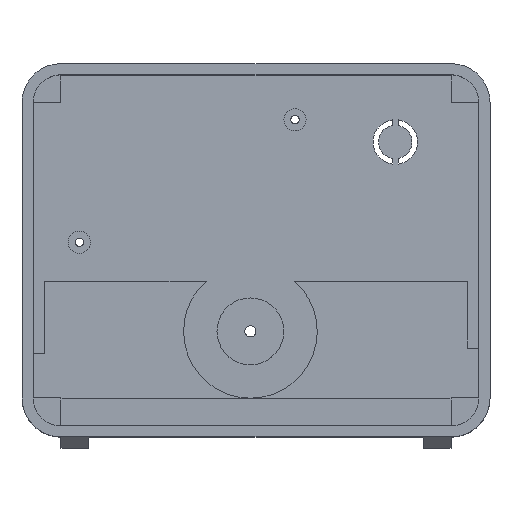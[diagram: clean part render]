
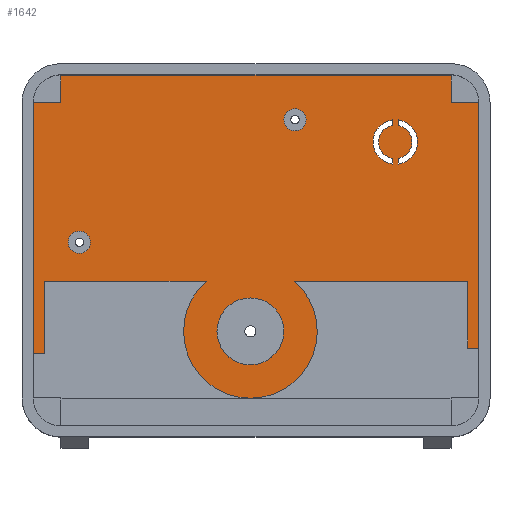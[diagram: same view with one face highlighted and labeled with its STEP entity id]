
A CAD part, top view. The second image highlights one B-rep face of the part: STEP entity #1642.
In plain terms, the highlighted planar face has unit normal (0, 0, 1).
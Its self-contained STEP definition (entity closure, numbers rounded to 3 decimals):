
#18=FACE_BOUND('',#258,.T.);
#19=FACE_BOUND('',#259,.T.);
#20=FACE_BOUND('',#260,.T.);
#21=FACE_BOUND('',#261,.T.);
#22=FACE_BOUND('',#262,.T.);
#78=CIRCLE('',#1762,3.);
#80=CIRCLE('',#1766,4.);
#82=CIRCLE('',#1770,3.);
#84=CIRCLE('',#1774,4.);
#85=CIRCLE('',#1776,12.);
#86=CIRCLE('',#1777,12.);
#87=CIRCLE('',#1778,2.);
#88=CIRCLE('',#1779,6.);
#89=CIRCLE('',#1780,2.);
#163=FACE_OUTER_BOUND('',#257,.T.);
#257=EDGE_LOOP('',(#1326,#1327,#1328,#1329,#1330,#1331,#1332,#1333,#1334,
#1335,#1336,#1337,#1338,#1339,#1340));
#258=EDGE_LOOP('',(#1341));
#259=EDGE_LOOP('',(#1342));
#260=EDGE_LOOP('',(#1343,#1344,#1345,#1346));
#261=EDGE_LOOP('',(#1347,#1348,#1349,#1350));
#262=EDGE_LOOP('',(#1351));
#399=LINE('',#2511,#583);
#403=LINE('',#2518,#587);
#406=LINE('',#2526,#590);
#409=LINE('',#2532,#593);
#411=LINE('',#2536,#595);
#432=LINE('',#2594,#616);
#438=LINE('',#2606,#622);
#442=LINE('',#2618,#626);
#446=LINE('',#2630,#630);
#450=LINE('',#2642,#634);
#452=LINE('',#2649,#636);
#453=LINE('',#2653,#637);
#454=LINE('',#2655,#638);
#455=LINE('',#2657,#639);
#456=LINE('',#2659,#640);
#457=LINE('',#2661,#641);
#458=LINE('',#2662,#642);
#583=VECTOR('',#2020,10.);
#587=VECTOR('',#2026,10.);
#590=VECTOR('',#2031,10.);
#593=VECTOR('',#2036,10.);
#595=VECTOR('',#2040,10.);
#616=VECTOR('',#2095,10.);
#622=VECTOR('',#2105,10.);
#626=VECTOR('',#2117,10.);
#630=VECTOR('',#2129,10.);
#634=VECTOR('',#2141,10.);
#636=VECTOR('',#2151,10.);
#637=VECTOR('',#2156,10.);
#638=VECTOR('',#2157,10.);
#639=VECTOR('',#2158,10.);
#640=VECTOR('',#2159,10.);
#641=VECTOR('',#2160,10.);
#642=VECTOR('',#2161,10.);
#743=VERTEX_POINT('',#2499);
#747=VERTEX_POINT('',#2508);
#748=VERTEX_POINT('',#2510);
#750=VERTEX_POINT('',#2516);
#753=VERTEX_POINT('',#2523);
#754=VERTEX_POINT('',#2525);
#756=VERTEX_POINT('',#2531);
#757=VERTEX_POINT('',#2535);
#777=VERTEX_POINT('',#2593);
#780=VERTEX_POINT('',#2603);
#781=VERTEX_POINT('',#2605);
#783=VERTEX_POINT('',#2611);
#785=VERTEX_POINT('',#2617);
#788=VERTEX_POINT('',#2627);
#789=VERTEX_POINT('',#2629);
#791=VERTEX_POINT('',#2635);
#793=VERTEX_POINT('',#2641);
#794=VERTEX_POINT('',#2648);
#795=VERTEX_POINT('',#2652);
#796=VERTEX_POINT('',#2654);
#797=VERTEX_POINT('',#2656);
#798=VERTEX_POINT('',#2658);
#799=VERTEX_POINT('',#2660);
#800=VERTEX_POINT('',#2663);
#801=VERTEX_POINT('',#2665);
#802=VERTEX_POINT('',#2667);
#927=EDGE_CURVE('',#747,#748,#399,.T.);
#931=EDGE_CURVE('',#750,#747,#403,.T.);
#934=EDGE_CURVE('',#753,#754,#406,.T.);
#937=EDGE_CURVE('',#754,#756,#409,.T.);
#939=EDGE_CURVE('',#757,#756,#411,.T.);
#968=EDGE_CURVE('',#777,#748,#432,.T.);
#974=EDGE_CURVE('',#781,#780,#438,.T.);
#977=EDGE_CURVE('',#783,#781,#78,.T.);
#980=EDGE_CURVE('',#785,#783,#442,.T.);
#983=EDGE_CURVE('',#780,#785,#80,.T.);
#986=EDGE_CURVE('',#789,#788,#446,.T.);
#989=EDGE_CURVE('',#791,#789,#82,.T.);
#992=EDGE_CURVE('',#793,#791,#450,.T.);
#995=EDGE_CURVE('',#788,#793,#84,.T.);
#996=EDGE_CURVE('',#750,#794,#452,.T.);
#997=EDGE_CURVE('',#794,#743,#85,.T.);
#998=EDGE_CURVE('',#743,#757,#86,.T.);
#999=EDGE_CURVE('',#795,#753,#453,.T.);
#1000=EDGE_CURVE('',#796,#795,#454,.T.);
#1001=EDGE_CURVE('',#797,#796,#455,.T.);
#1002=EDGE_CURVE('',#797,#798,#456,.T.);
#1003=EDGE_CURVE('',#799,#798,#457,.T.);
#1004=EDGE_CURVE('',#777,#799,#458,.T.);
#1005=EDGE_CURVE('',#800,#800,#87,.T.);
#1006=EDGE_CURVE('',#801,#801,#88,.T.);
#1007=EDGE_CURVE('',#802,#802,#89,.T.);
#1326=ORIENTED_EDGE('',*,*,#996,.T.);
#1327=ORIENTED_EDGE('',*,*,#997,.T.);
#1328=ORIENTED_EDGE('',*,*,#998,.T.);
#1329=ORIENTED_EDGE('',*,*,#939,.T.);
#1330=ORIENTED_EDGE('',*,*,#937,.F.);
#1331=ORIENTED_EDGE('',*,*,#934,.F.);
#1332=ORIENTED_EDGE('',*,*,#999,.F.);
#1333=ORIENTED_EDGE('',*,*,#1000,.F.);
#1334=ORIENTED_EDGE('',*,*,#1001,.F.);
#1335=ORIENTED_EDGE('',*,*,#1002,.T.);
#1336=ORIENTED_EDGE('',*,*,#1003,.F.);
#1337=ORIENTED_EDGE('',*,*,#1004,.F.);
#1338=ORIENTED_EDGE('',*,*,#968,.T.);
#1339=ORIENTED_EDGE('',*,*,#927,.F.);
#1340=ORIENTED_EDGE('',*,*,#931,.F.);
#1341=ORIENTED_EDGE('',*,*,#1005,.T.);
#1342=ORIENTED_EDGE('',*,*,#1006,.T.);
#1343=ORIENTED_EDGE('',*,*,#995,.T.);
#1344=ORIENTED_EDGE('',*,*,#992,.T.);
#1345=ORIENTED_EDGE('',*,*,#989,.T.);
#1346=ORIENTED_EDGE('',*,*,#986,.T.);
#1347=ORIENTED_EDGE('',*,*,#983,.T.);
#1348=ORIENTED_EDGE('',*,*,#980,.T.);
#1349=ORIENTED_EDGE('',*,*,#977,.T.);
#1350=ORIENTED_EDGE('',*,*,#974,.T.);
#1351=ORIENTED_EDGE('',*,*,#1007,.T.);
#1563=PLANE('',#1775);
#1642=ADVANCED_FACE('',(#163,#18,#19,#20,#21,#22),#1563,.T.);
#1762=AXIS2_PLACEMENT_3D('',#2612,#2111,#2112);
#1766=AXIS2_PLACEMENT_3D('',#2622,#2123,#2124);
#1770=AXIS2_PLACEMENT_3D('',#2636,#2135,#2136);
#1774=AXIS2_PLACEMENT_3D('',#2646,#2147,#2148);
#1775=AXIS2_PLACEMENT_3D('',#2647,#2149,#2150);
#1776=AXIS2_PLACEMENT_3D('',#2650,#2152,#2153);
#1777=AXIS2_PLACEMENT_3D('',#2651,#2154,#2155);
#1778=AXIS2_PLACEMENT_3D('',#2664,#2162,#2163);
#1779=AXIS2_PLACEMENT_3D('',#2666,#2164,#2165);
#1780=AXIS2_PLACEMENT_3D('',#2668,#2166,#2167);
#2020=DIRECTION('',(-1.,0.,0.));
#2026=DIRECTION('',(0.,-1.,0.));
#2031=DIRECTION('',(-1.,0.,0.));
#2036=DIRECTION('',(0.,1.,0.));
#2040=DIRECTION('',(1.,0.,0.));
#2095=DIRECTION('',(0.,-1.,0.));
#2105=DIRECTION('',(0.,-1.,0.));
#2111=DIRECTION('center_axis',(0.,0.,1.));
#2112=DIRECTION('ref_axis',(-0.167,0.986,0.));
#2117=DIRECTION('',(0.,-1.,0.));
#2123=DIRECTION('center_axis',(0.,0.,-1.));
#2124=DIRECTION('ref_axis',(-0.125,0.992,0.));
#2129=DIRECTION('',(0.,1.,0.));
#2135=DIRECTION('center_axis',(0.,0.,1.));
#2136=DIRECTION('ref_axis',(0.167,-0.986,0.));
#2141=DIRECTION('',(0.,1.,0.));
#2147=DIRECTION('center_axis',(0.,0.,-1.));
#2148=DIRECTION('ref_axis',(0.125,-0.992,0.));
#2149=DIRECTION('center_axis',(0.,0.,1.));
#2150=DIRECTION('ref_axis',(1.,0.,0.));
#2151=DIRECTION('',(1.,0.,0.));
#2152=DIRECTION('center_axis',(0.,0.,1.));
#2153=DIRECTION('ref_axis',(-0.661,0.75,0.));
#2154=DIRECTION('center_axis',(0.,0.,1.));
#2155=DIRECTION('ref_axis',(-0.661,0.75,0.));
#2156=DIRECTION('',(0.,-1.,0.));
#2157=DIRECTION('',(1.,0.,0.));
#2158=DIRECTION('',(0.,-1.,0.));
#2159=DIRECTION('',(-1.,0.,0.));
#2160=DIRECTION('',(0.,1.,0.));
#2161=DIRECTION('',(1.,0.,0.));
#2162=DIRECTION('center_axis',(0.,0.,-1.));
#2163=DIRECTION('ref_axis',(1.,0.,0.));
#2164=DIRECTION('center_axis',(0.,0.,-1.));
#2165=DIRECTION('ref_axis',(1.,0.,0.));
#2166=DIRECTION('center_axis',(0.,0.,-1.));
#2167=DIRECTION('ref_axis',(1.,0.,0.));
#2499=CARTESIAN_POINT('',(39.002,-26.,2.));
#2508=CARTESIAN_POINT('',(2.,-18.,2.));
#2510=CARTESIAN_POINT('',(0.,-18.,2.));
#2511=CARTESIAN_POINT('',(2.,-18.,2.));
#2516=CARTESIAN_POINT('',(2.,-5.,2.));
#2518=CARTESIAN_POINT('',(2.,-5.,2.));
#2523=CARTESIAN_POINT('',(80.,-17.,2.));
#2525=CARTESIAN_POINT('',(78.,-17.,2.));
#2526=CARTESIAN_POINT('',(78.,-17.,2.));
#2531=CARTESIAN_POINT('',(78.,-5.,2.));
#2532=CARTESIAN_POINT('',(78.,-5.,2.));
#2535=CARTESIAN_POINT('',(46.937,-5.,2.));
#2536=CARTESIAN_POINT('',(46.937,-5.,2.));
#2593=CARTESIAN_POINT('',(0.,27.,2.));
#2594=CARTESIAN_POINT('',(0.,-26.,2.));
#2603=CARTESIAN_POINT('',(64.5,16.031,2.));
#2605=CARTESIAN_POINT('',(64.5,17.042,2.));
#2606=CARTESIAN_POINT('',(64.5,16.031,2.));
#2611=CARTESIAN_POINT('',(64.5,22.958,2.));
#2612=CARTESIAN_POINT('Origin',(65.,20.,2.));
#2617=CARTESIAN_POINT('',(64.5,23.969,2.));
#2618=CARTESIAN_POINT('',(64.5,22.958,2.));
#2622=CARTESIAN_POINT('Origin',(65.,20.,2.));
#2627=CARTESIAN_POINT('',(65.5,23.969,2.));
#2629=CARTESIAN_POINT('',(65.5,22.958,2.));
#2630=CARTESIAN_POINT('',(65.5,23.969,2.));
#2635=CARTESIAN_POINT('',(65.5,17.042,2.));
#2636=CARTESIAN_POINT('Origin',(65.,20.,2.));
#2641=CARTESIAN_POINT('',(65.5,16.031,2.));
#2642=CARTESIAN_POINT('',(65.5,17.042,2.));
#2646=CARTESIAN_POINT('Origin',(65.,20.,2.));
#2647=CARTESIAN_POINT('Origin',(40.,3.,2.));
#2648=CARTESIAN_POINT('',(31.063,-5.,2.));
#2649=CARTESIAN_POINT('',(0.,-5.,2.));
#2650=CARTESIAN_POINT('Origin',(39.,-14.,2.));
#2651=CARTESIAN_POINT('Origin',(39.,-14.,2.));
#2652=CARTESIAN_POINT('',(80.,27.,2.));
#2653=CARTESIAN_POINT('',(80.,-17.,2.));
#2654=CARTESIAN_POINT('',(75.,27.,2.));
#2655=CARTESIAN_POINT('',(57.5,27.,2.));
#2656=CARTESIAN_POINT('',(75.,32.,2.));
#2657=CARTESIAN_POINT('',(75.,17.5,2.));
#2658=CARTESIAN_POINT('',(5.,32.,2.));
#2659=CARTESIAN_POINT('',(5.,32.,2.));
#2660=CARTESIAN_POINT('',(5.,27.,2.));
#2661=CARTESIAN_POINT('',(5.,15.,2.));
#2662=CARTESIAN_POINT('',(20.,27.,2.));
#2663=CARTESIAN_POINT('',(45.,24.,2.));
#2664=CARTESIAN_POINT('Origin',(47.,24.,2.));
#2665=CARTESIAN_POINT('',(33.,-14.,2.));
#2666=CARTESIAN_POINT('Origin',(39.,-14.,2.));
#2667=CARTESIAN_POINT('',(6.3,2.,2.));
#2668=CARTESIAN_POINT('Origin',(8.3,2.,2.));
